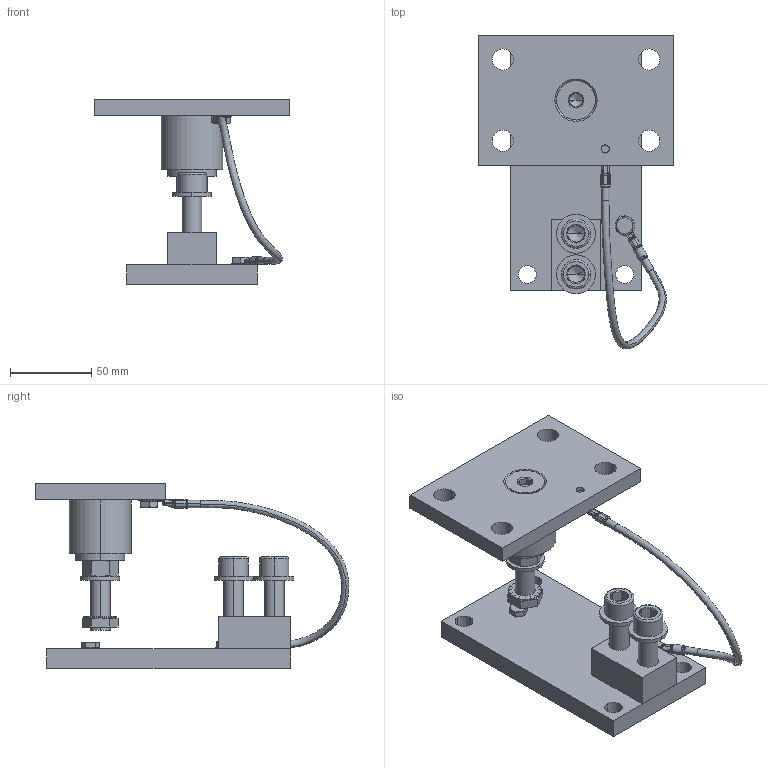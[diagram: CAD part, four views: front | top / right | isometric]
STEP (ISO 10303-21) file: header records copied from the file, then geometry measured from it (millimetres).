
FILE_DESCRIPTION (( 'STEP AP214' ), '1' );
FILE_NAME ('TFGP.STEP', '2024-11-05T14:24:53', ( '' ), ( '' ), 'SwSTEP 2.0', 'SolidWorks 2021', '' );
FILE_SCHEMA (( 'AUTOMOTIVE_DESIGN' ));
Length unit declared in the file: inch
Products named in the file (1): TFGP
Bounding box: 120 x 192.82 x 113.5 mm (x, y, z)
Volume: 315043.3 mm3; surface area: 103346.5 mm2
Topology: 24 solids, 24 shells, 639 faces, 1582 edges, 993 vertices
Faces by surface type: plane 230, cylinder 190, cone 104, bspline 80, torus 35
Entity records: 34533 total; most frequent: CARTESIAN_POINT 19573, ORIENTED_EDGE 3132, DIRECTION 2866, EDGE_CURVE 1566, AXIS2_PLACEMENT_3D 1110, VERTEX_POINT 993, EDGE_LOOP 707, LINE 646
